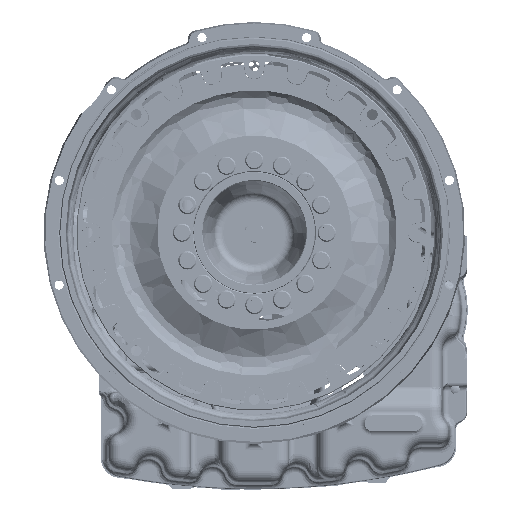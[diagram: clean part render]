
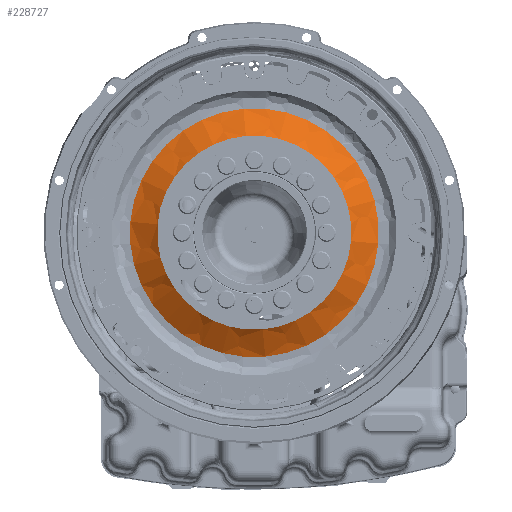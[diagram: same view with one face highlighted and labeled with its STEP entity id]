
A CAD part, top view. The second image highlights one B-rep face of the part: STEP entity #228727.
In plain terms, the highlighted free-form (B-spline) face has degree [3, 3] with [4, 7] control points.
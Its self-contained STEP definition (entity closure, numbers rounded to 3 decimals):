
#12711 = CARTESIAN_POINT ( 'NONE',  ( -97.606, -97.606, 205.606 ) ) ;
#13673 = CARTESIAN_POINT ( 'NONE',  ( 115.515, -346.544, 195.123 ) ) ;
#14146 = FACE_OUTER_BOUND ( 'NONE', #275788, .T. ) ;
#15846 = DIRECTION ( 'NONE',  ( 0.707, -0.707, 0. ) ) ;
#21117 = FACE_OUTER_BOUND ( 'NONE', #229215, .T. ) ;
#21899 = ORIENTED_EDGE ( 'NONE', *, *, #235008, .F. ) ;
#30270 = VERTEX_POINT ( 'NONE', #167741 ) ;
#35199 = CARTESIAN_POINT ( 'NONE',  ( -97.606, 292.818, 205.606 ) ) ;
#36155 = CARTESIAN_POINT ( 'NONE',  ( -346.544, 115.515, 195.123 ) ) ;
#56648 = CARTESIAN_POINT ( 'NONE',  ( 270.468, -90.156, 214.484 ) ) ;
#57598 = CARTESIAN_POINT ( 'NONE',  ( 106.179, 106.179, 199.061 ) ) ;
#58585 = CARTESIAN_POINT ( 'NONE',  ( 115.515, 115.515, 195.123 ) ) ;
#79063 = CARTESIAN_POINT ( 'NONE',  ( -90.156, -90.156, 214.484 ) ) ;
#80021 = CARTESIAN_POINT ( 'NONE',  ( 106.179, -318.536, 199.061 ) ) ;
#101457 = CARTESIAN_POINT ( 'NONE',  ( -90.156, 270.468, 214.484 ) ) ;
#102418 = CARTESIAN_POINT ( 'NONE',  ( -318.536, 106.179, 199.061 ) ) ;
#109864 = DIRECTION ( 'NONE',  ( 0., 0., 1. ) ) ;
#110097 = AXIS2_PLACEMENT_3D ( 'NONE', #243480, #109864, #266004 ) ;
#110314 = EDGE_CURVE ( 'NONE', #230831, #230831, #237043, .T. ) ;
#121336 = AXIS2_PLACEMENT_3D ( 'NONE', #283156, #149597, #15846 ) ;
#123915 = CARTESIAN_POINT ( 'NONE',  ( 97.606, 97.606, 205.606 ) ) ;
#124845 = CARTESIAN_POINT ( 'NONE',  ( 106.179, 106.179, 199.061 ) ) ;
#144516 = CARTESIAN_POINT ( 'NONE',  ( 90.156, 90.156, 214.484 ) ) ;
#146414 = CARTESIAN_POINT ( 'NONE',  ( 97.606, -292.818, 205.606 ) ) ;
#147385 = CARTESIAN_POINT ( 'NONE',  ( 346.544, -115.515, 195.123 ) ) ;
#149597 = DIRECTION ( 'NONE',  ( 0., 0., 1. ) ) ;
#167741 = CARTESIAN_POINT ( 'NONE',  ( 90.156, -90.156, 214.484 ) ) ;
#168859 = CARTESIAN_POINT ( 'NONE',  ( -292.818, 97.606, 205.606 ) ) ;
#169835 = CARTESIAN_POINT ( 'NONE',  ( -115.515, -115.515, 195.123 ) ) ;
#191259 = CARTESIAN_POINT ( 'NONE',  ( 97.606, 97.606, 205.606 ) ) ;
#191557 = CARTESIAN_POINT ( 'NONE',  ( 115.515, 115.515, 195.123 ) ) ;
#192239 = CARTESIAN_POINT ( 'NONE',  ( -115.515, 346.544, 195.123 ) ) ;
#192528 = ORIENTED_EDGE ( 'NONE', *, *, #110314, .T. ) ;
#211058 =( BOUNDED_SURFACE ( )  B_SPLINE_SURFACE ( 3, 3, ( 
 ( #144516, #56648, #212688, #79063, #235067, #101457, #257518 ),
 ( #123915, #280013, #146414, #12711, #168859, #35199, #191259 ),
 ( #57598, #213664, #80021, #236046, #102418, #258477, #124845 ),
 ( #280988, #147385, #13673, #169835, #36155, #192239, #58585 ) ),
 .UNSPECIFIED., .F., .T., .F. ) 
 B_SPLINE_SURFACE_WITH_KNOTS ( ( 4, 4 ),
 ( 4, 3, 4 ),
 ( 0., 1. ),
 ( 0., 0.5, 1. ),
 .UNSPECIFIED. ) 
 GEOMETRIC_REPRESENTATION_ITEM ( )  RATIONAL_B_SPLINE_SURFACE ( (
 ( 1., 0.333, 0.333, 1., 0.333, 0.333, 1.),
 ( 0.986, 0.329, 0.329, 0.986, 0.329, 0.329, 0.986),
 ( 0.986, 0.329, 0.329, 0.986, 0.329, 0.329, 0.986),
 ( 1., 0.333, 0.333, 1., 0.333, 0.333, 1.) ) ) 
 REPRESENTATION_ITEM ( '' )  SURFACE ( )  );
#212688 = CARTESIAN_POINT ( 'NONE',  ( 90.156, -270.468, 214.484 ) ) ;
#213664 = CARTESIAN_POINT ( 'NONE',  ( 318.536, -106.179, 199.061 ) ) ;
#225791 = CIRCLE ( 'NONE', #121336, 127.5 ) ;
#228727 = ADVANCED_FACE ( 'NONE', ( #21117, #14146 ), #211058, .F. ) ;
#229215 = EDGE_LOOP ( 'NONE', ( #192528 ) ) ;
#230831 = VERTEX_POINT ( 'NONE', #191557 ) ;
#235008 = EDGE_CURVE ( 'NONE', #30270, #30270, #225791, .T. ) ;
#235067 = CARTESIAN_POINT ( 'NONE',  ( -270.468, 90.156, 214.484 ) ) ;
#236046 = CARTESIAN_POINT ( 'NONE',  ( -106.179, -106.179, 199.061 ) ) ;
#237043 = CIRCLE ( 'NONE', #110097, 163.363 ) ;
#243480 = CARTESIAN_POINT ( 'NONE',  ( 0., 0., 195.123 ) ) ;
#257518 = CARTESIAN_POINT ( 'NONE',  ( 90.156, 90.156, 214.484 ) ) ;
#258477 = CARTESIAN_POINT ( 'NONE',  ( -106.179, 318.536, 199.061 ) ) ;
#266004 = DIRECTION ( 'NONE',  ( 0.707, 0.707, 0. ) ) ;
#275788 = EDGE_LOOP ( 'NONE', ( #21899 ) ) ;
#280013 = CARTESIAN_POINT ( 'NONE',  ( 292.818, -97.606, 205.606 ) ) ;
#280988 = CARTESIAN_POINT ( 'NONE',  ( 115.515, 115.515, 195.123 ) ) ;
#283156 = CARTESIAN_POINT ( 'NONE',  ( 0., 0., 214.484 ) ) ;
